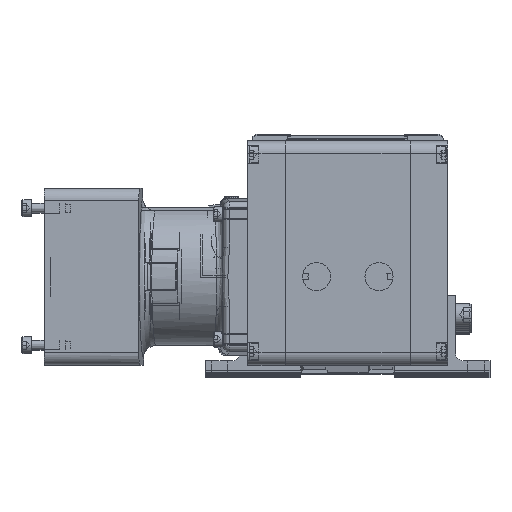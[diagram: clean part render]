
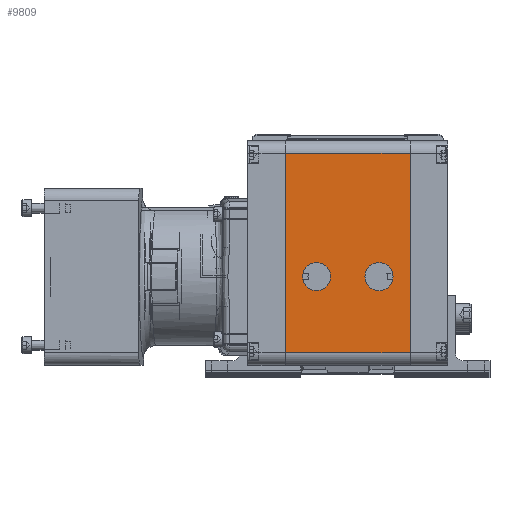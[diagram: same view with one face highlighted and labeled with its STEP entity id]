
A CAD part, top view. The second image highlights one B-rep face of the part: STEP entity #9809.
In plain terms, the highlighted planar face has unit normal (0, 0, 1).
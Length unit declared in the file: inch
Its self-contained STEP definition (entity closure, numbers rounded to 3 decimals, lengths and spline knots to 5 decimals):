
#746 = CARTESIAN_POINT ( 'NONE',  ( 1.25, -1.77904, 1.8 ) ) ;
#1647 = CARTESIAN_POINT ( 'NONE',  ( -1.25, -1.529, 1.8 ) ) ;
#2265 = ORIENTED_EDGE ( 'NONE', *, *, #40410, .T. ) ;
#5582 = DIRECTION ( 'NONE',  ( 0., 0., -1. ) ) ;
#7925 = LINE ( 'NONE', #11515, #54071 ) ;
#8819 = CIRCLE ( 'NONE', #18950, 0.28126 ) ;
#9809 = ADVANCED_FACE ( 'NONE', ( #33880, #10044, #24376 ), #58914, .F. ) ;
#10044 = FACE_BOUND ( 'NONE', #45085, .T. ) ;
#10209 = CARTESIAN_POINT ( 'NONE',  ( -0.34374, 0., 1.8 ) ) ;
#11396 = ORIENTED_EDGE ( 'NONE', *, *, #15916, .F. ) ;
#11515 = CARTESIAN_POINT ( 'NONE',  ( -1.25, -1.77904, 1.8 ) ) ;
#12147 = EDGE_CURVE ( 'NONE', #58760, #58760, #17221, .T. ) ;
#12675 = DIRECTION ( 'NONE',  ( 0., 1., 0. ) ) ;
#14180 = AXIS2_PLACEMENT_3D ( 'NONE', #22303, #27988, #26741 ) ;
#14995 = VERTEX_POINT ( 'NONE', #61868 ) ;
#15433 = CARTESIAN_POINT ( 'NONE',  ( 2., -1.779, 1.8 ) ) ;
#15726 = LINE ( 'NONE', #40835, #51074 ) ;
#15916 = EDGE_CURVE ( 'NONE', #25690, #14995, #7925, .T. ) ;
#16090 = EDGE_CURVE ( 'NONE', #25690, #24535, #53289, .T. ) ;
#17221 = CIRCLE ( 'NONE', #14180, 0.28126 ) ;
#18950 = AXIS2_PLACEMENT_3D ( 'NONE', #47528, #33263, #61795 ) ;
#19178 = ORIENTED_EDGE ( 'NONE', *, *, #16090, .T. ) ;
#22303 = CARTESIAN_POINT ( 'NONE',  ( -0.625, 0., 1.8 ) ) ;
#24131 = CARTESIAN_POINT ( 'NONE',  ( 1.25, -1.529, 1.8 ) ) ;
#24376 = FACE_OUTER_BOUND ( 'NONE', #52744, .T. ) ;
#24535 = VERTEX_POINT ( 'NONE', #36192 ) ;
#25001 = DIRECTION ( 'NONE',  ( -1., 0., 0. ) ) ;
#25690 = VERTEX_POINT ( 'NONE', #1647 ) ;
#26518 = VERTEX_POINT ( 'NONE', #31265 ) ;
#26741 = DIRECTION ( 'NONE',  ( 1., 0., 0. ) ) ;
#27988 = DIRECTION ( 'NONE',  ( 0., 0., 1. ) ) ;
#29984 = ORIENTED_EDGE ( 'NONE', *, *, #41578, .T. ) ;
#31265 = CARTESIAN_POINT ( 'NONE',  ( 0.90626, 0., 1.8 ) ) ;
#32550 = CARTESIAN_POINT ( 'NONE',  ( 1.25, 2.471, 1.8 ) ) ;
#33263 = DIRECTION ( 'NONE',  ( 0., 0., 1. ) ) ;
#33880 = FACE_BOUND ( 'NONE', #54697, .T. ) ;
#35055 = VERTEX_POINT ( 'NONE', #32550 ) ;
#36192 = CARTESIAN_POINT ( 'NONE',  ( 1.25, -1.529, 1.8 ) ) ;
#36283 = AXIS2_PLACEMENT_3D ( 'NONE', #15433, #5582, #25001 ) ;
#38409 = DIRECTION ( 'NONE',  ( 1., 0., 0. ) ) ;
#38568 = DIRECTION ( 'NONE',  ( 0., 1., 0. ) ) ;
#39662 = ORIENTED_EDGE ( 'NONE', *, *, #12147, .F. ) ;
#40410 = EDGE_CURVE ( 'NONE', #35055, #14995, #15726, .T. ) ;
#40835 = CARTESIAN_POINT ( 'NONE',  ( -1.25, 2.471, 1.8 ) ) ;
#41578 = EDGE_CURVE ( 'NONE', #24535, #35055, #58205, .T. ) ;
#45085 = EDGE_LOOP ( 'NONE', ( #39662 ) ) ;
#47528 = CARTESIAN_POINT ( 'NONE',  ( 0.625, 0., 1.8 ) ) ;
#47592 = VECTOR ( 'NONE', #38568, 39.37008 ) ;
#51074 = VECTOR ( 'NONE', #60175, 39.37008 ) ;
#52744 = EDGE_LOOP ( 'NONE', ( #29984, #2265, #11396, #19178 ) ) ;
#53076 = VECTOR ( 'NONE', #38409, 39.37008 ) ;
#53289 = LINE ( 'NONE', #24131, #53076 ) ;
#54071 = VECTOR ( 'NONE', #12675, 39.37008 ) ;
#54697 = EDGE_LOOP ( 'NONE', ( #56271 ) ) ;
#56162 = EDGE_CURVE ( 'NONE', #26518, #26518, #8819, .T. ) ;
#56271 = ORIENTED_EDGE ( 'NONE', *, *, #56162, .F. ) ;
#58205 = LINE ( 'NONE', #746, #47592 ) ;
#58760 = VERTEX_POINT ( 'NONE', #10209 ) ;
#58914 = PLANE ( 'NONE',  #36283 ) ;
#60175 = DIRECTION ( 'NONE',  ( -1., 0., 0. ) ) ;
#61795 = DIRECTION ( 'NONE',  ( 1., 0., 0. ) ) ;
#61868 = CARTESIAN_POINT ( 'NONE',  ( -1.25, 2.471, 1.8 ) ) ;
